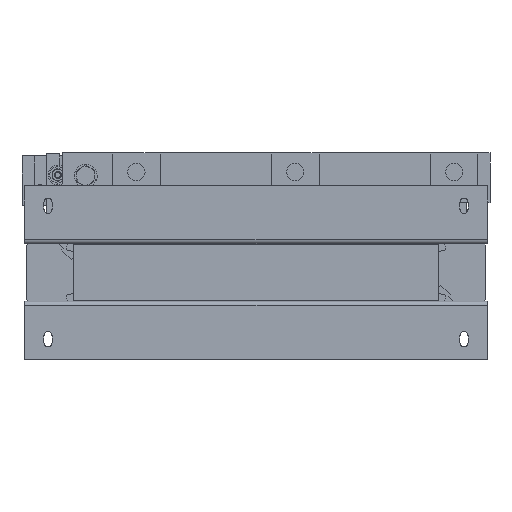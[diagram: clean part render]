
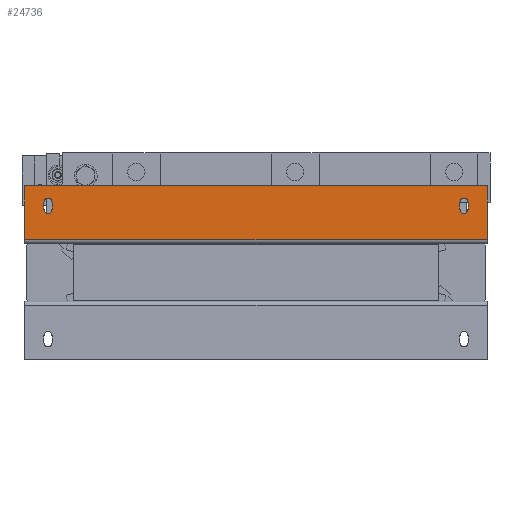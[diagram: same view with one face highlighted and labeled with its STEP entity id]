
A CAD part, front view. The second image highlights one B-rep face of the part: STEP entity #24736.
In plain terms, the highlighted planar face has unit normal (0, -1, 0).
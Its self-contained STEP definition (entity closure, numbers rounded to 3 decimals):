
#15 = CARTESIAN_POINT ( 'NONE',  ( -176.5, -23., 54.75 ) ) ;
#616 = EDGE_CURVE ( 'Defeature ausgef�hrt2_321+Defeature ausgef�hrt2_322+Defeature ausgef�hrt2_327+Defeature ausgef�hrt2_325', #9564, #21007, #19274, .T. ) ;
#1107 = DIRECTION ( 'NONE',  ( 0., 0., 1. ) ) ;
#1267 = CARTESIAN_POINT ( 'NONE',  ( -176.5, -23., 60.75 ) ) ;
#1280 = LINE ( 'NONE', #3348, #36383 ) ;
#1432 = LINE ( 'NONE', #44511, #2625 ) ;
#1684 = VERTEX_POINT ( 'NONE', #39705 ) ;
#1944 = EDGE_CURVE ( 'Defeature ausgef�hrt2_325+Defeature ausgef�hrt2_322+Defeature ausgef�hrt2_321+Defeature ausgef�hrt2_324', #21007, #46607, #1280, .T. ) ;
#2625 = VECTOR ( 'NONE', #47979, 1000. ) ;
#2945 = VECTOR ( 'NONE', #47381, 1000. ) ;
#3149 = CARTESIAN_POINT ( 'NONE',  ( 180., -23., 60.75 ) ) ;
#3348 = CARTESIAN_POINT ( 'NONE',  ( -200., -23., 75. ) ) ;
#3936 = ORIENTED_EDGE ( 'NONE', *, *, #22249, .T. ) ;
#4817 = ORIENTED_EDGE ( 'NONE', *, *, #41328, .T. ) ;
#5028 = EDGE_CURVE ( 'Defeature ausgef�hrt2_322+Defeature ausgef�hrt2_1334+Defeature ausgef�hrt2_1333+Defeature ausgef�hrt2_1335', #20465, #42928, #33472, .T. ) ;
#5936 = DIRECTION ( 'NONE',  ( 0., 0., -1. ) ) ;
#7214 = CIRCLE ( 'NONE', #29095, 3.5 ) ;
#7250 = VECTOR ( 'NONE', #5936, 1000. ) ;
#7410 = VERTEX_POINT ( 'NONE', #15 ) ;
#7669 = CARTESIAN_POINT ( 'NONE',  ( 183.5, -23., 60.75 ) ) ;
#8266 = DIRECTION ( 'NONE',  ( 0., 0., 1. ) ) ;
#9180 = VECTOR ( 'NONE', #25049, 1000. ) ;
#9199 = FACE_OUTER_BOUND ( 'NONE', #41481, .T. ) ;
#9441 = LINE ( 'NONE', #1267, #48622 ) ;
#9564 = VERTEX_POINT ( 'NONE', #24107 ) ;
#9819 = FACE_BOUND ( 'NONE', #14326, .T. ) ;
#11015 = ORIENTED_EDGE ( 'NONE', *, *, #23119, .T. ) ;
#11174 = CARTESIAN_POINT ( 'NONE',  ( -183.5, -23., 60.75 ) ) ;
#11321 = VECTOR ( 'NONE', #16299, 1000. ) ;
#11469 = CARTESIAN_POINT ( 'NONE',  ( -180., -23., 64.25 ) ) ;
#12240 = CARTESIAN_POINT ( 'NONE',  ( 0., -23., 50. ) ) ;
#12399 = CARTESIAN_POINT ( 'NONE',  ( 180., -23., 54.75 ) ) ;
#12437 = DIRECTION ( 'NONE',  ( 0., 1., 0. ) ) ;
#12555 = DIRECTION ( 'NONE',  ( 0., 0., -1. ) ) ;
#13203 = CARTESIAN_POINT ( 'NONE',  ( -200., -23., 25. ) ) ;
#13286 = ORIENTED_EDGE ( 'NONE', *, *, #29737, .F. ) ;
#13438 = VERTEX_POINT ( 'NONE', #23615 ) ;
#14232 = CARTESIAN_POINT ( 'NONE',  ( -200., -23., 75. ) ) ;
#14308 = VERTEX_POINT ( 'NONE', #38689 ) ;
#14326 = EDGE_LOOP ( 'NONE', ( #48755, #13286, #28513, #19606, #20533 ) ) ;
#14384 = CIRCLE ( 'NONE', #39244, 3.5 ) ;
#14982 = CARTESIAN_POINT ( 'NONE',  ( 183.5, -23., 54.75 ) ) ;
#15715 = DIRECTION ( 'NONE',  ( 0., 1., 0. ) ) ;
#15719 = PLANE ( 'NONE',  #42059 ) ;
#16299 = DIRECTION ( 'NONE',  ( 0., 0., -1. ) ) ;
#17498 = FACE_BOUND ( 'NONE', #21283, .T. ) ;
#17725 = CARTESIAN_POINT ( 'NONE',  ( -180., -23., 60.75 ) ) ;
#18727 = DIRECTION ( 'NONE',  ( 0., 0., 1. ) ) ;
#18995 = LINE ( 'NONE', #40388, #2945 ) ;
#19021 = VERTEX_POINT ( 'NONE', #31815 ) ;
#19274 = LINE ( 'NONE', #13203, #9180 ) ;
#19606 = ORIENTED_EDGE ( 'NONE', *, *, #5028, .T. ) ;
#20458 = AXIS2_PLACEMENT_3D ( 'NONE', #47003, #43539, #28150 ) ;
#20465 = VERTEX_POINT ( 'NONE', #37561 ) ;
#20499 = CARTESIAN_POINT ( 'NONE',  ( -183.5, -23., 60.75 ) ) ;
#20533 = ORIENTED_EDGE ( 'NONE', *, *, #25300, .T. ) ;
#21007 = VERTEX_POINT ( 'NONE', #14232 ) ;
#21283 = EDGE_LOOP ( 'NONE', ( #4817, #33773, #46451, #11015, #3936 ) ) ;
#22249 = EDGE_CURVE ( 'Defeature ausgef�hrt2_322+Defeature ausgef�hrt2_1339+Defeature ausgef�hrt2_1340+Defeature ausgef�hrt2_1338', #35864, #7410, #9441, .T. ) ;
#22268 = DIRECTION ( 'NONE',  ( 0., 0., 1. ) ) ;
#23119 = EDGE_CURVE ( 'Defeature ausgef�hrt2_322+Defeature ausgef�hrt2_1340+Defeature ausgef�hrt2_1337+Defeature ausgef�hrt2_1339', #40806, #35864, #43212, .T. ) ;
#23615 = CARTESIAN_POINT ( 'NONE',  ( -183.5, -23., 54.75 ) ) ;
#23947 = AXIS2_PLACEMENT_3D ( 'NONE', #17725, #29239, #36852 ) ;
#24107 = CARTESIAN_POINT ( 'NONE',  ( -200., -23., 28.5 ) ) ;
#24645 = EDGE_CURVE ( 'Defeature ausgef�hrt2_322+Defeature ausgef�hrt2_1334+Defeature ausgef�hrt2_1333+Defeature ausgef�hrt2_1335', #1684, #20465, #41293, .T. ) ;
#24736 = ADVANCED_FACE ( 'Defeature ausgef�hrt2_322', ( #17498, #9819, #9199 ), #15719, .F. ) ;
#25049 = DIRECTION ( 'NONE',  ( 0., 0., 1. ) ) ;
#25300 = EDGE_CURVE ( 'Defeature ausgef�hrt2_322+Defeature ausgef�hrt2_1335+Defeature ausgef�hrt2_1334+Defeature ausgef�hrt2_1336', #42928, #36455, #41200, .T. ) ;
#27458 = CARTESIAN_POINT ( 'NONE',  ( -180., -23., 60.75 ) ) ;
#28150 = DIRECTION ( 'NONE',  ( 0., 0., 1. ) ) ;
#28513 = ORIENTED_EDGE ( 'NONE', *, *, #24645, .T. ) ;
#29095 = AXIS2_PLACEMENT_3D ( 'NONE', #41455, #41792, #18727 ) ;
#29239 = DIRECTION ( 'NONE',  ( 0., 1., 0. ) ) ;
#29737 = EDGE_CURVE ( 'Defeature ausgef�hrt2_1333+Defeature ausgef�hrt2_322+Defeature ausgef�hrt2_1334+Defeature ausgef�hrt2_1336', #1684, #19021, #39929, .T. ) ;
#30539 = AXIS2_PLACEMENT_3D ( 'NONE', #12399, #15715, #1107 ) ;
#31754 = DIRECTION ( 'NONE',  ( 0., 0., 1. ) ) ;
#31815 = CARTESIAN_POINT ( 'NONE',  ( 176.5, -23., 54.75 ) ) ;
#32347 = VECTOR ( 'NONE', #41215, 1000. ) ;
#33472 = CIRCLE ( 'NONE', #20458, 3.5 ) ;
#33484 = ORIENTED_EDGE ( 'NONE', *, *, #46629, .F. ) ;
#33773 = ORIENTED_EDGE ( 'NONE', *, *, #42150, .F. ) ;
#34181 = CIRCLE ( 'NONE', #30539, 3.5 ) ;
#35334 = CARTESIAN_POINT ( 'NONE',  ( 200., -23., 75. ) ) ;
#35429 = AXIS2_PLACEMENT_3D ( 'NONE', #3149, #44984, #22268 ) ;
#35817 = ORIENTED_EDGE ( 'NONE', *, *, #1944, .F. ) ;
#35864 = VERTEX_POINT ( 'NONE', #43885 ) ;
#36383 = VECTOR ( 'NONE', #41010, 1000. ) ;
#36455 = VERTEX_POINT ( 'NONE', #14982 ) ;
#36852 = DIRECTION ( 'NONE',  ( 0., 0., 1. ) ) ;
#37561 = CARTESIAN_POINT ( 'NONE',  ( 180., -23., 64.25 ) ) ;
#38689 = CARTESIAN_POINT ( 'NONE',  ( 200., -23., 28.5 ) ) ;
#38967 = ORIENTED_EDGE ( 'NONE', *, *, #616, .F. ) ;
#39244 = AXIS2_PLACEMENT_3D ( 'NONE', #27458, #12437, #31754 ) ;
#39705 = CARTESIAN_POINT ( 'NONE',  ( 176.5, -23., 60.75 ) ) ;
#39929 = LINE ( 'NONE', #43288, #7250 ) ;
#40388 = CARTESIAN_POINT ( 'NONE',  ( 200., -23., 25. ) ) ;
#40806 = VERTEX_POINT ( 'NONE', #11469 ) ;
#40891 = EDGE_CURVE ( 'Defeature ausgef�hrt2_322+Defeature ausgef�hrt2_1340+Defeature ausgef�hrt2_1337+Defeature ausgef�hrt2_1339', #45414, #40806, #14384, .T. ) ;
#41010 = DIRECTION ( 'NONE',  ( 1., 0., 0. ) ) ;
#41049 = LINE ( 'NONE', #20499, #11321 ) ;
#41200 = LINE ( 'NONE', #7669, #32347 ) ;
#41215 = DIRECTION ( 'NONE',  ( 0., 0., -1. ) ) ;
#41293 = CIRCLE ( 'NONE', #35429, 3.5 ) ;
#41328 = EDGE_CURVE ( 'Defeature ausgef�hrt2_322+Defeature ausgef�hrt2_1338+Defeature ausgef�hrt2_1339+Defeature ausgef�hrt2_1337', #7410, #13438, #7214, .T. ) ;
#41455 = CARTESIAN_POINT ( 'NONE',  ( -180., -23., 54.75 ) ) ;
#41481 = EDGE_LOOP ( 'NONE', ( #33484, #35817, #38967, #41623 ) ) ;
#41623 = ORIENTED_EDGE ( 'NONE', *, *, #49195, .T. ) ;
#41792 = DIRECTION ( 'NONE',  ( 0., 1., 0. ) ) ;
#42059 = AXIS2_PLACEMENT_3D ( 'NONE', #12240, #42296, #8266 ) ;
#42150 = EDGE_CURVE ( 'Defeature ausgef�hrt2_1337+Defeature ausgef�hrt2_322+Defeature ausgef�hrt2_1340+Defeature ausgef�hrt2_1338', #45414, #13438, #41049, .T. ) ;
#42296 = DIRECTION ( 'NONE',  ( 0., 1., 0. ) ) ;
#42928 = VERTEX_POINT ( 'NONE', #44038 ) ;
#43212 = CIRCLE ( 'NONE', #23947, 3.5 ) ;
#43288 = CARTESIAN_POINT ( 'NONE',  ( 176.5, -23., 60.75 ) ) ;
#43539 = DIRECTION ( 'NONE',  ( 0., 1., 0. ) ) ;
#43707 = EDGE_CURVE ( 'Defeature ausgef�hrt2_322+Defeature ausgef�hrt2_1336+Defeature ausgef�hrt2_1335+Defeature ausgef�hrt2_1333', #36455, #19021, #34181, .T. ) ;
#43885 = CARTESIAN_POINT ( 'NONE',  ( -176.5, -23., 60.75 ) ) ;
#44038 = CARTESIAN_POINT ( 'NONE',  ( 183.5, -23., 60.75 ) ) ;
#44511 = CARTESIAN_POINT ( 'NONE',  ( -200., -23., 28.5 ) ) ;
#44984 = DIRECTION ( 'NONE',  ( 0., 1., 0. ) ) ;
#45414 = VERTEX_POINT ( 'NONE', #11174 ) ;
#46451 = ORIENTED_EDGE ( 'NONE', *, *, #40891, .T. ) ;
#46607 = VERTEX_POINT ( 'NONE', #35334 ) ;
#46629 = EDGE_CURVE ( 'Defeature ausgef�hrt2_324+Defeature ausgef�hrt2_322+Defeature ausgef�hrt2_325+Defeature ausgef�hrt2_326', #46607, #14308, #18995, .T. ) ;
#47003 = CARTESIAN_POINT ( 'NONE',  ( 180., -23., 60.75 ) ) ;
#47381 = DIRECTION ( 'NONE',  ( 0., 0., -1. ) ) ;
#47979 = DIRECTION ( 'NONE',  ( 1., 0., 0. ) ) ;
#48622 = VECTOR ( 'NONE', #12555, 1000. ) ;
#48755 = ORIENTED_EDGE ( 'NONE', *, *, #43707, .T. ) ;
#49195 = EDGE_CURVE ( 'Defeature ausgef�hrt2_322+Defeature ausgef�hrt2_328+Defeature ausgef�hrt2_321+Defeature ausgef�hrt2_324', #9564, #14308, #1432, .T. ) ;
